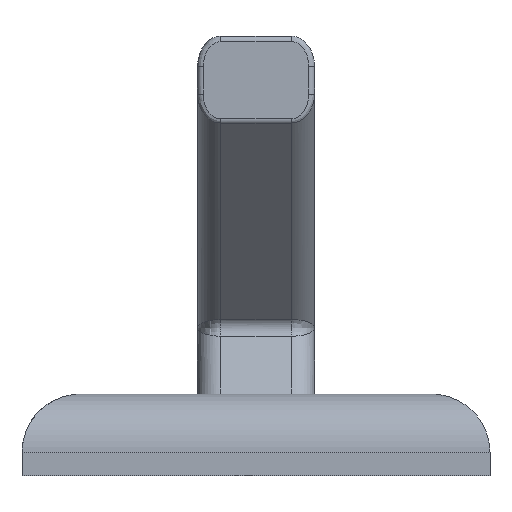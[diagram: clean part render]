
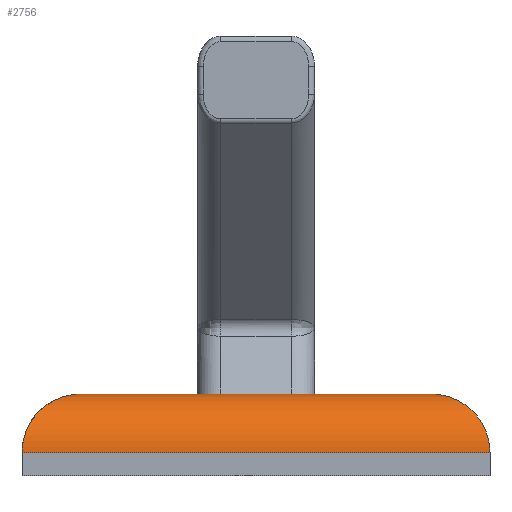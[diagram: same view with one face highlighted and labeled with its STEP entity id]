
A CAD part, front view. The second image highlights one B-rep face of the part: STEP entity #2756.
In plain terms, the highlighted cylindrical face has radius 5 mm (diameter 10 mm), a partial arc.
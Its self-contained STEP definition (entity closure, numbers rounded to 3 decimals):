
#100 = PLANE('',#101);
#101 = AXIS2_PLACEMENT_3D('',#102,#103,#104);
#102 = CARTESIAN_POINT('',(0.,0.,7.));
#103 = DIRECTION('',(0.,0.,1.));
#104 = DIRECTION('',(1.,0.,0.));
#1061 = VERTEX_POINT('',#1062);
#1062 = CARTESIAN_POINT('',(-15.,-15.,7.));
#1076 = CYLINDRICAL_SURFACE('',#1077,5.);
#1077 = AXIS2_PLACEMENT_3D('',#1078,#1079,#1080);
#1078 = CARTESIAN_POINT('',(-15.,20.,2.));
#1079 = DIRECTION('',(0.,-1.,0.));
#1080 = DIRECTION('',(-1.,0.,0.));
#1088 = EDGE_CURVE('',#1061,#1089,#1091,.T.);
#1089 = VERTEX_POINT('',#1090);
#1090 = CARTESIAN_POINT('',(15.,-15.,7.));
#1091 = SURFACE_CURVE('',#1092,(#1096,#1103),.PCURVE_S1.);
#1092 = LINE('',#1093,#1094);
#1093 = CARTESIAN_POINT('',(-20.,-15.,7.));
#1094 = VECTOR('',#1095,1.);
#1095 = DIRECTION('',(1.,0.,0.));
#1096 = PCURVE('',#100,#1097);
#1097 = DEFINITIONAL_REPRESENTATION('',(#1098),#1102);
#1098 = LINE('',#1099,#1100);
#1099 = CARTESIAN_POINT('',(-20.,-15.));
#1100 = VECTOR('',#1101,1.);
#1101 = DIRECTION('',(1.,0.));
#1102 = ( GEOMETRIC_REPRESENTATION_CONTEXT(2) 
PARAMETRIC_REPRESENTATION_CONTEXT() REPRESENTATION_CONTEXT('2D SPACE',''
  ) );
#1103 = PCURVE('',#1104,#1109);
#1104 = CYLINDRICAL_SURFACE('',#1105,5.);
#1105 = AXIS2_PLACEMENT_3D('',#1106,#1107,#1108);
#1106 = CARTESIAN_POINT('',(-20.,-15.,2.));
#1107 = DIRECTION('',(1.,0.,0.));
#1108 = DIRECTION('',(0.,-1.,0.));
#1109 = DEFINITIONAL_REPRESENTATION('',(#1110),#1114);
#1110 = LINE('',#1111,#1112);
#1111 = CARTESIAN_POINT('',(-1.571,0.));
#1112 = VECTOR('',#1113,1.);
#1113 = DIRECTION('',(-0.,1.));
#1114 = ( GEOMETRIC_REPRESENTATION_CONTEXT(2) 
PARAMETRIC_REPRESENTATION_CONTEXT() REPRESENTATION_CONTEXT('2D SPACE',''
  ) );
#1132 = CYLINDRICAL_SURFACE('',#1133,5.);
#1133 = AXIS2_PLACEMENT_3D('',#1134,#1135,#1136);
#1134 = CARTESIAN_POINT('',(15.,-20.,2.));
#1135 = DIRECTION('',(0.,1.,0.));
#1136 = DIRECTION('',(1.,0.,0.));
#2581 = EDGE_CURVE('',#2582,#1061,#2584,.T.);
#2582 = VERTEX_POINT('',#2583);
#2583 = CARTESIAN_POINT('',(-20.,-20.,2.));
#2584 = SURFACE_CURVE('',#2585,(#2590,#2603),.PCURVE_S1.);
#2585 = ELLIPSE('',#2586,7.071,5.);
#2586 = AXIS2_PLACEMENT_3D('',#2587,#2588,#2589);
#2587 = CARTESIAN_POINT('',(-15.,-15.,2.));
#2588 = DIRECTION('',(-0.707,0.707,0.));
#2589 = DIRECTION('',(0.707,0.707,0.));
#2590 = PCURVE('',#1076,#2591);
#2591 = DEFINITIONAL_REPRESENTATION('',(#2592),#2602);
#2592 = B_SPLINE_CURVE_WITH_KNOTS('',8,(#2593,#2594,#2595,#2596,#2597,
    #2598,#2599,#2600,#2601),.UNSPECIFIED.,.F.,.F.,(9,9),(3.142,
    4.712),.PIECEWISE_BEZIER_KNOTS.);
#2593 = CARTESIAN_POINT('',(0.,40.));
#2594 = CARTESIAN_POINT('',(-0.196,40.));
#2595 = CARTESIAN_POINT('',(-0.393,39.78));
#2596 = CARTESIAN_POINT('',(-0.589,39.339));
#2597 = CARTESIAN_POINT('',(-0.785,38.696));
#2598 = CARTESIAN_POINT('',(-0.982,37.888));
#2599 = CARTESIAN_POINT('',(-1.178,36.963));
#2600 = CARTESIAN_POINT('',(-1.374,35.982));
#2601 = CARTESIAN_POINT('',(-1.571,35.));
#2602 = ( GEOMETRIC_REPRESENTATION_CONTEXT(2) 
PARAMETRIC_REPRESENTATION_CONTEXT() REPRESENTATION_CONTEXT('2D SPACE',''
  ) );
#2603 = PCURVE('',#1104,#2604);
#2604 = DEFINITIONAL_REPRESENTATION('',(#2605),#2615);
#2605 = B_SPLINE_CURVE_WITH_KNOTS('',8,(#2606,#2607,#2608,#2609,#2610,
    #2611,#2612,#2613,#2614),.UNSPECIFIED.,.F.,.F.,(9,9),(3.142,
    4.712),.PIECEWISE_BEZIER_KNOTS.);
#2606 = CARTESIAN_POINT('',(0.,0.));
#2607 = CARTESIAN_POINT('',(-0.196,0.));
#2608 = CARTESIAN_POINT('',(-0.393,0.22));
#2609 = CARTESIAN_POINT('',(-0.589,0.661));
#2610 = CARTESIAN_POINT('',(-0.785,1.304));
#2611 = CARTESIAN_POINT('',(-0.982,2.112));
#2612 = CARTESIAN_POINT('',(-1.178,3.037));
#2613 = CARTESIAN_POINT('',(-1.374,4.018));
#2614 = CARTESIAN_POINT('',(-1.571,5.));
#2615 = ( GEOMETRIC_REPRESENTATION_CONTEXT(2) 
PARAMETRIC_REPRESENTATION_CONTEXT() REPRESENTATION_CONTEXT('2D SPACE',''
  ) );
#2756 = ADVANCED_FACE('',(#2757),#1104,.T.);
#2757 = FACE_BOUND('',#2758,.F.);
#2758 = EDGE_LOOP('',(#2759,#2760,#2761,#2797));
#2759 = ORIENTED_EDGE('',*,*,#2581,.T.);
#2760 = ORIENTED_EDGE('',*,*,#1088,.T.);
#2761 = ORIENTED_EDGE('',*,*,#2762,.F.);
#2762 = EDGE_CURVE('',#2763,#1089,#2765,.T.);
#2763 = VERTEX_POINT('',#2764);
#2764 = CARTESIAN_POINT('',(20.,-20.,2.));
#2765 = SURFACE_CURVE('',#2766,(#2771,#2784),.PCURVE_S1.);
#2766 = ELLIPSE('',#2767,7.071,5.);
#2767 = AXIS2_PLACEMENT_3D('',#2768,#2769,#2770);
#2768 = CARTESIAN_POINT('',(15.,-15.,2.));
#2769 = DIRECTION('',(-0.707,-0.707,0.));
#2770 = DIRECTION('',(0.707,-0.707,0.));
#2771 = PCURVE('',#1104,#2772);
#2772 = DEFINITIONAL_REPRESENTATION('',(#2773),#2783);
#2773 = B_SPLINE_CURVE_WITH_KNOTS('',8,(#2774,#2775,#2776,#2777,#2778,
    #2779,#2780,#2781,#2782),.UNSPECIFIED.,.F.,.F.,(9,9),(0.,
    1.571),.PIECEWISE_BEZIER_KNOTS.);
#2774 = CARTESIAN_POINT('',(0.,40.));
#2775 = CARTESIAN_POINT('',(-0.196,40.));
#2776 = CARTESIAN_POINT('',(-0.393,39.78));
#2777 = CARTESIAN_POINT('',(-0.589,39.339));
#2778 = CARTESIAN_POINT('',(-0.785,38.696));
#2779 = CARTESIAN_POINT('',(-0.982,37.888));
#2780 = CARTESIAN_POINT('',(-1.178,36.963));
#2781 = CARTESIAN_POINT('',(-1.374,35.982));
#2782 = CARTESIAN_POINT('',(-1.571,35.));
#2783 = ( GEOMETRIC_REPRESENTATION_CONTEXT(2) 
PARAMETRIC_REPRESENTATION_CONTEXT() REPRESENTATION_CONTEXT('2D SPACE',''
  ) );
#2784 = PCURVE('',#1132,#2785);
#2785 = DEFINITIONAL_REPRESENTATION('',(#2786),#2796);
#2786 = B_SPLINE_CURVE_WITH_KNOTS('',8,(#2787,#2788,#2789,#2790,#2791,
    #2792,#2793,#2794,#2795),.UNSPECIFIED.,.F.,.F.,(9,9),(0.,
    1.571),.PIECEWISE_BEZIER_KNOTS.);
#2787 = CARTESIAN_POINT('',(0.,0.));
#2788 = CARTESIAN_POINT('',(-0.196,0.));
#2789 = CARTESIAN_POINT('',(-0.393,0.22));
#2790 = CARTESIAN_POINT('',(-0.589,0.661));
#2791 = CARTESIAN_POINT('',(-0.785,1.304));
#2792 = CARTESIAN_POINT('',(-0.982,2.112));
#2793 = CARTESIAN_POINT('',(-1.178,3.037));
#2794 = CARTESIAN_POINT('',(-1.374,4.018));
#2795 = CARTESIAN_POINT('',(-1.571,5.));
#2796 = ( GEOMETRIC_REPRESENTATION_CONTEXT(2) 
PARAMETRIC_REPRESENTATION_CONTEXT() REPRESENTATION_CONTEXT('2D SPACE',''
  ) );
#2797 = ORIENTED_EDGE('',*,*,#2798,.F.);
#2798 = EDGE_CURVE('',#2582,#2763,#2799,.T.);
#2799 = SURFACE_CURVE('',#2800,(#2804,#2811),.PCURVE_S1.);
#2800 = LINE('',#2801,#2802);
#2801 = CARTESIAN_POINT('',(-20.,-20.,2.));
#2802 = VECTOR('',#2803,1.);
#2803 = DIRECTION('',(1.,0.,0.));
#2804 = PCURVE('',#1104,#2805);
#2805 = DEFINITIONAL_REPRESENTATION('',(#2806),#2810);
#2806 = LINE('',#2807,#2808);
#2807 = CARTESIAN_POINT('',(-0.,0.));
#2808 = VECTOR('',#2809,1.);
#2809 = DIRECTION('',(-0.,1.));
#2810 = ( GEOMETRIC_REPRESENTATION_CONTEXT(2) 
PARAMETRIC_REPRESENTATION_CONTEXT() REPRESENTATION_CONTEXT('2D SPACE',''
  ) );
#2811 = PCURVE('',#2812,#2817);
#2812 = PLANE('',#2813);
#2813 = AXIS2_PLACEMENT_3D('',#2814,#2815,#2816);
#2814 = CARTESIAN_POINT('',(-20.,-20.,0.));
#2815 = DIRECTION('',(0.,1.,0.));
#2816 = DIRECTION('',(1.,0.,0.));
#2817 = DEFINITIONAL_REPRESENTATION('',(#2818),#2822);
#2818 = LINE('',#2819,#2820);
#2819 = CARTESIAN_POINT('',(0.,-2.));
#2820 = VECTOR('',#2821,1.);
#2821 = DIRECTION('',(1.,0.));
#2822 = ( GEOMETRIC_REPRESENTATION_CONTEXT(2) 
PARAMETRIC_REPRESENTATION_CONTEXT() REPRESENTATION_CONTEXT('2D SPACE',''
  ) );
